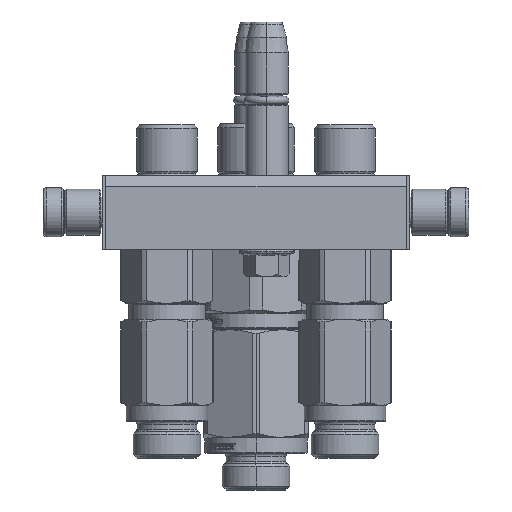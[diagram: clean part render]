
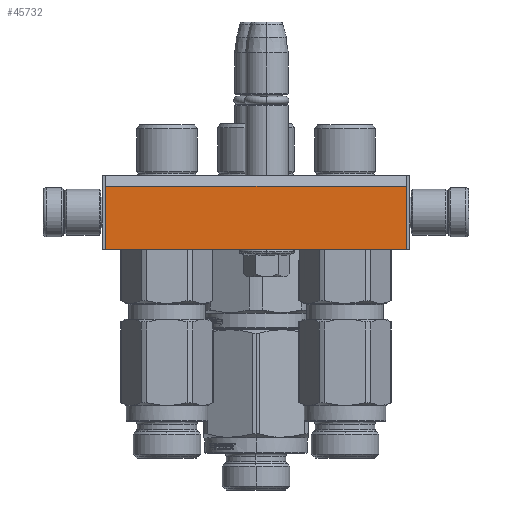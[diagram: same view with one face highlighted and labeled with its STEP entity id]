
A CAD part, left-side view. The second image highlights one B-rep face of the part: STEP entity #45732.
In plain terms, the highlighted face is planar.
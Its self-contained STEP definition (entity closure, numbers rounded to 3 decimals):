
#2150 = VECTOR ( 'NONE', #48789, 1000. ) ;
#3495 = DIRECTION ( 'NONE',  ( 1., 0., 0. ) ) ;
#4750 = LINE ( 'NONE', #33890, #47874 ) ;
#6376 = FACE_OUTER_BOUND ( 'NONE', #22357, .T. ) ;
#6766 = CARTESIAN_POINT ( 'NONE',  ( -20., 3.464, 24. ) ) ;
#10133 = LINE ( 'NONE', #26369, #26594 ) ;
#10193 = ORIENTED_EDGE ( 'NONE', *, *, #21572, .T. ) ;
#10266 = VERTEX_POINT ( 'NONE', #31870 ) ;
#12076 = DIRECTION ( 'NONE',  ( 0., 1., 0. ) ) ;
#13434 = VERTEX_POINT ( 'NONE', #38455 ) ;
#19939 = PLANE ( 'NONE',  #21354 ) ;
#20115 = DIRECTION ( 'NONE',  ( 0., 0., 1. ) ) ;
#20823 = CARTESIAN_POINT ( 'NONE',  ( -20., 3.464, 24. ) ) ;
#21354 = AXIS2_PLACEMENT_3D ( 'NONE', #48578, #20115, #3495 ) ;
#21572 = EDGE_CURVE ( 'NONE', #24976, #35002, #47196, .T. ) ;
#21647 = EDGE_CURVE ( 'NONE', #24976, #10266, #45909, .T. ) ;
#22357 = EDGE_LOOP ( 'NONE', ( #39981, #39381, #10193, #25981 ) ) ;
#22509 = DIRECTION ( 'NONE',  ( 0., 1., 0. ) ) ;
#23722 = VECTOR ( 'NONE', #12076, 1000. ) ;
#24567 = EDGE_CURVE ( 'NONE', #35002, #13434, #10133, .T. ) ;
#24976 = VERTEX_POINT ( 'NONE', #20823 ) ;
#25935 = EDGE_CURVE ( 'NONE', #10266, #13434, #4750, .T. ) ;
#25981 = ORIENTED_EDGE ( 'NONE', *, *, #24567, .T. ) ;
#26369 = CARTESIAN_POINT ( 'NONE',  ( 78., 3.464, 24. ) ) ;
#26594 = VECTOR ( 'NONE', #22509, 1000. ) ;
#29404 = CARTESIAN_POINT ( 'NONE',  ( 78., 3.464, 24. ) ) ;
#31870 = CARTESIAN_POINT ( 'NONE',  ( -20., 24., 24. ) ) ;
#33890 = CARTESIAN_POINT ( 'NONE',  ( -20., 24., 24. ) ) ;
#35002 = VERTEX_POINT ( 'NONE', #29404 ) ;
#38455 = CARTESIAN_POINT ( 'NONE',  ( 78., 24., 24. ) ) ;
#39381 = ORIENTED_EDGE ( 'NONE', *, *, #21647, .F. ) ;
#39981 = ORIENTED_EDGE ( 'NONE', *, *, #25935, .F. ) ;
#42226 = DIRECTION ( 'NONE',  ( 1., 0., 0. ) ) ;
#45143 = CARTESIAN_POINT ( 'NONE',  ( -20., 3.464, 24. ) ) ;
#45732 = ADVANCED_FACE ( 'NONE', ( #6376 ), #19939, .T. ) ;
#45909 = LINE ( 'NONE', #45143, #23722 ) ;
#47196 = LINE ( 'NONE', #6766, #2150 ) ;
#47874 = VECTOR ( 'NONE', #42226, 1000. ) ;
#48578 = CARTESIAN_POINT ( 'NONE',  ( -21., 0., 24. ) ) ;
#48789 = DIRECTION ( 'NONE',  ( 1., 0., 0. ) ) ;
